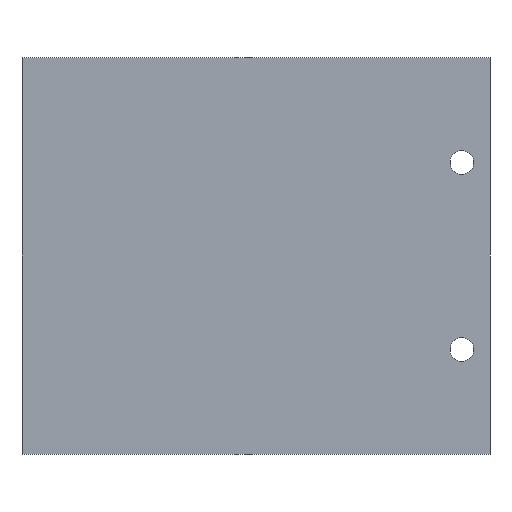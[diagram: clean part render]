
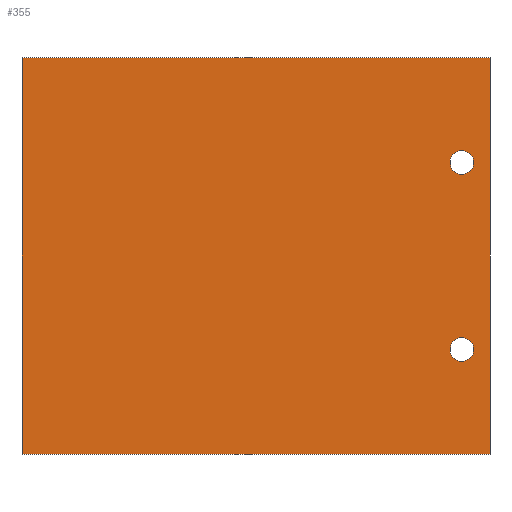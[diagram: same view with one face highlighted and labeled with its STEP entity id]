
A CAD part, left-side view. The second image highlights one B-rep face of the part: STEP entity #355.
In plain terms, the highlighted planar face has unit normal (-1, 0, 0).
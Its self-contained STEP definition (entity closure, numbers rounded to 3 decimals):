
#4 = VERTEX_POINT ( 'NONE', #32 ) ;
#6 = DIRECTION ( 'NONE',  ( 0., 0., -1. ) ) ;
#8 = DIRECTION ( 'NONE',  ( 0., 1., 0. ) ) ;
#13 = DIRECTION ( 'NONE',  ( 0., 0., -1. ) ) ;
#24 = ORIENTED_EDGE ( 'NONE', *, *, #322, .T. ) ;
#31 = DIRECTION ( 'NONE',  ( 0., 0., 1. ) ) ;
#32 = CARTESIAN_POINT ( 'NONE',  ( -9.525, 4.5, 16.899 ) ) ;
#33 = ORIENTED_EDGE ( 'NONE', *, *, #327, .F. ) ;
#40 = DIRECTION ( 'NONE',  ( 1., 0., 0. ) ) ;
#44 = DIRECTION ( 'NONE',  ( 1., 0., 0. ) ) ;
#47 = EDGE_CURVE ( 'NONE', #242, #4, #238, .T. ) ;
#48 = DIRECTION ( 'NONE',  ( 1., 0., 0. ) ) ;
#57 = CIRCLE ( 'NONE', #353, 1.899 ) ;
#58 = LINE ( 'NONE', #300, #134 ) ;
#59 = CARTESIAN_POINT ( 'NONE',  ( -9.525, 75., -31.75 ) ) ;
#66 = FACE_BOUND ( 'NONE', #276, .T. ) ;
#81 = VERTEX_POINT ( 'NONE', #196 ) ;
#89 = CARTESIAN_POINT ( 'NONE',  ( -9.525, 75., 31.75 ) ) ;
#92 = ORIENTED_EDGE ( 'NONE', *, *, #112, .F. ) ;
#93 = FACE_OUTER_BOUND ( 'NONE', #204, .T. ) ;
#98 = CARTESIAN_POINT ( 'NONE',  ( -9.525, 4.5, -15. ) ) ;
#102 = PLANE ( 'NONE',  #346 ) ;
#104 = VECTOR ( 'NONE', #343, 1000. ) ;
#112 = EDGE_CURVE ( 'NONE', #218, #382, #307, .T. ) ;
#118 = CARTESIAN_POINT ( 'NONE',  ( -9.525, 4.5, 13.101 ) ) ;
#121 = CARTESIAN_POINT ( 'NONE',  ( -9.525, 75., 31.75 ) ) ;
#126 = AXIS2_PLACEMENT_3D ( 'NONE', #98, #44, #13 ) ;
#128 = CARTESIAN_POINT ( 'NONE',  ( -9.525, 0., 0. ) ) ;
#130 = CARTESIAN_POINT ( 'NONE',  ( -9.525, 4.5, -15. ) ) ;
#131 = ORIENTED_EDGE ( 'NONE', *, *, #211, .F. ) ;
#134 = VECTOR ( 'NONE', #289, 1000. ) ;
#138 = ORIENTED_EDGE ( 'NONE', *, *, #47, .T. ) ;
#139 = DIRECTION ( 'NONE',  ( 0., 0., -1. ) ) ;
#147 = ORIENTED_EDGE ( 'NONE', *, *, #283, .F. ) ;
#149 = VERTEX_POINT ( 'NONE', #280 ) ;
#176 = CIRCLE ( 'NONE', #368, 1.899 ) ;
#177 = CIRCLE ( 'NONE', #126, 1.899 ) ;
#196 = CARTESIAN_POINT ( 'NONE',  ( -9.525, 4.5, -16.899 ) ) ;
#204 = EDGE_LOOP ( 'NONE', ( #33, #147, #92, #131 ) ) ;
#211 = EDGE_CURVE ( 'NONE', #272, #218, #262, .T. ) ;
#213 = EDGE_LOOP ( 'NONE', ( #138, #293 ) ) ;
#214 = DIRECTION ( 'NONE',  ( 0., 0., -1. ) ) ;
#218 = VERTEX_POINT ( 'NONE', #121 ) ;
#219 = FACE_BOUND ( 'NONE', #213, .T. ) ;
#220 = DIRECTION ( 'NONE',  ( 1., 0., 0. ) ) ;
#223 = VECTOR ( 'NONE', #8, 1000. ) ;
#236 = CARTESIAN_POINT ( 'NONE',  ( -9.525, 0., -31.75 ) ) ;
#238 = CIRCLE ( 'NONE', #329, 1.899 ) ;
#242 = VERTEX_POINT ( 'NONE', #118 ) ;
#247 = VERTEX_POINT ( 'NONE', #236 ) ;
#262 = LINE ( 'NONE', #89, #315 ) ;
#267 = ORIENTED_EDGE ( 'NONE', *, *, #335, .T. ) ;
#272 = VERTEX_POINT ( 'NONE', #330 ) ;
#273 = DIRECTION ( 'NONE',  ( 0., 0., -1. ) ) ;
#276 = EDGE_LOOP ( 'NONE', ( #24, #267 ) ) ;
#280 = CARTESIAN_POINT ( 'NONE',  ( -9.525, 4.5, -13.101 ) ) ;
#283 = EDGE_CURVE ( 'NONE', #382, #247, #58, .T. ) ;
#289 = DIRECTION ( 'NONE',  ( 0., 0., -1. ) ) ;
#293 = ORIENTED_EDGE ( 'NONE', *, *, #306, .T. ) ;
#300 = CARTESIAN_POINT ( 'NONE',  ( -9.525, 0., 31.75 ) ) ;
#304 = LINE ( 'NONE', #59, #223 ) ;
#306 = EDGE_CURVE ( 'NONE', #4, #242, #176, .T. ) ;
#307 = LINE ( 'NONE', #310, #104 ) ;
#310 = CARTESIAN_POINT ( 'NONE',  ( -9.525, 75., 31.75 ) ) ;
#315 = VECTOR ( 'NONE', #31, 1000. ) ;
#322 = EDGE_CURVE ( 'NONE', #81, #149, #57, .T. ) ;
#327 = EDGE_CURVE ( 'NONE', #247, #272, #304, .T. ) ;
#329 = AXIS2_PLACEMENT_3D ( 'NONE', #345, #48, #139 ) ;
#330 = CARTESIAN_POINT ( 'NONE',  ( -9.525, 75., -31.75 ) ) ;
#335 = EDGE_CURVE ( 'NONE', #149, #81, #177, .T. ) ;
#336 = DIRECTION ( 'NONE',  ( 1., 0., 0. ) ) ;
#342 = CARTESIAN_POINT ( 'NONE',  ( -9.525, 0., 31.75 ) ) ;
#343 = DIRECTION ( 'NONE',  ( 0., -1., 0. ) ) ;
#345 = CARTESIAN_POINT ( 'NONE',  ( -9.525, 4.5, 15. ) ) ;
#346 = AXIS2_PLACEMENT_3D ( 'NONE', #128, #40, #214 ) ;
#353 = AXIS2_PLACEMENT_3D ( 'NONE', #130, #336, #6 ) ;
#355 = ADVANCED_FACE ( 'NONE', ( #219, #66, #93 ), #102, .F. ) ;
#368 = AXIS2_PLACEMENT_3D ( 'NONE', #372, #220, #273 ) ;
#372 = CARTESIAN_POINT ( 'NONE',  ( -9.525, 4.5, 15. ) ) ;
#382 = VERTEX_POINT ( 'NONE', #342 ) ;
